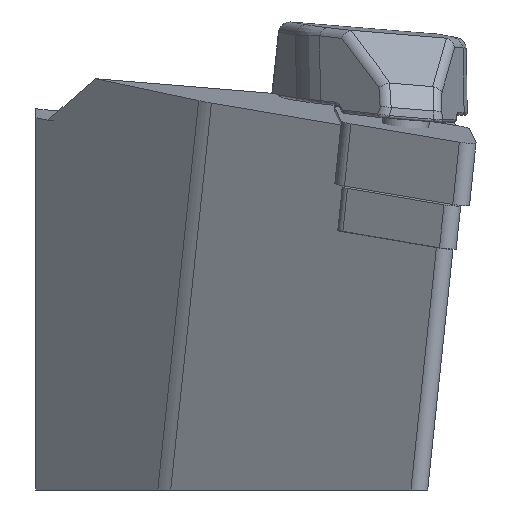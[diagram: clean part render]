
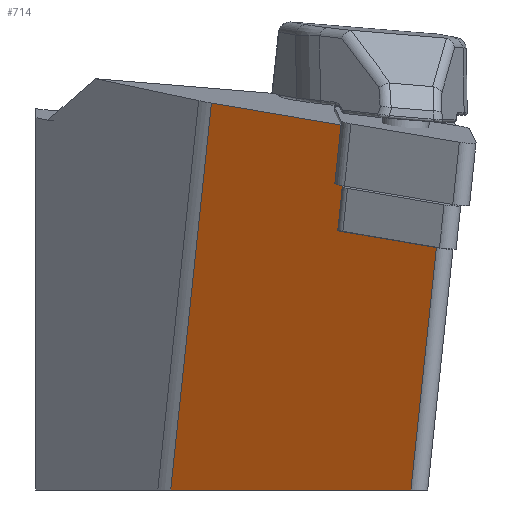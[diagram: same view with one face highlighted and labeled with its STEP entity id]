
A CAD part, left-side view. The second image highlights one B-rep face of the part: STEP entity #714.
In plain terms, the highlighted planar face has unit normal (-0.849, 0.527, -0.034).
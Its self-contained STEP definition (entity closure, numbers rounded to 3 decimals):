
#714=ADVANCED_FACE('',(#857),#812,.F.);
#812=PLANE('',#2315);
#857=FACE_OUTER_BOUND('',#953,.T.);
#953=EDGE_LOOP('',(#1449,#1450,#1451,#1452,#1453,#1454,#1455));
#1037=LINE('',#2981,#1184);
#1050=LINE('',#3012,#1197);
#1061=LINE('',#3057,#1208);
#1094=LINE('',#3128,#1241);
#1101=LINE('',#3144,#1248);
#1102=LINE('',#3146,#1249);
#1103=LINE('',#3147,#1250);
#1184=VECTOR('',#2469,1.);
#1197=VECTOR('',#2494,1.);
#1208=VECTOR('',#2517,1.);
#1241=VECTOR('',#2574,1.);
#1248=VECTOR('',#2593,1.);
#1249=VECTOR('',#2596,1.);
#1250=VECTOR('',#2597,1.);
#1449=ORIENTED_EDGE('',*,*,#1984,.F.);
#1450=ORIENTED_EDGE('',*,*,#1999,.F.);
#1451=ORIENTED_EDGE('',*,*,#2017,.F.);
#1452=ORIENTED_EDGE('',*,*,#2063,.F.);
#1453=ORIENTED_EDGE('',*,*,#2054,.F.);
#1454=ORIENTED_EDGE('',*,*,#2062,.T.);
#1455=ORIENTED_EDGE('',*,*,#2064,.F.);
#1827=VERTEX_POINT('',#2978);
#1828=VERTEX_POINT('',#2980);
#1840=VERTEX_POINT('',#3011);
#1857=VERTEX_POINT('',#3056);
#1881=VERTEX_POINT('',#3122);
#1883=VERTEX_POINT('',#3127);
#1886=VERTEX_POINT('',#3143);
#1984=EDGE_CURVE('',#1828,#1827,#1037,.T.);
#1999=EDGE_CURVE('',#1840,#1828,#1050,.T.);
#2017=EDGE_CURVE('',#1857,#1840,#1061,.T.);
#2054=EDGE_CURVE('',#1883,#1881,#1094,.T.);
#2062=EDGE_CURVE('',#1883,#1886,#1101,.T.);
#2063=EDGE_CURVE('',#1881,#1857,#1102,.T.);
#2064=EDGE_CURVE('',#1827,#1886,#1103,.T.);
#2315=AXIS2_PLACEMENT_3D('',#3148,#2598,#2599);
#2469=DIRECTION('',(-0.518,-0.843,-0.143));
#2494=DIRECTION('',(0.105,0.104,-0.989));
#2517=DIRECTION('',(-0.518,-0.843,-0.143));
#2574=DIRECTION('',(0.527,0.85,0.));
#2593=DIRECTION('',(-0.105,-0.104,0.989));
#2596=DIRECTION('',(-0.105,-0.104,0.989));
#2597=DIRECTION('',(-0.518,-0.843,-0.143));
#2598=DIRECTION('',(0.849,-0.527,0.034));
#2599=DIRECTION('',(0.527,0.85,0.));
#2978=CARTESIAN_POINT('',(7.404,-21.921,-6.186));
#2980=CARTESIAN_POINT('',(7.418,-21.898,-6.182));
#2981=CARTESIAN_POINT('',(3.031,-29.045,-7.397));
#3011=CARTESIAN_POINT('',(6.62,-22.692,1.375));
#3012=CARTESIAN_POINT('',(10.748,-18.586,-37.694));
#3056=CARTESIAN_POINT('',(12.737,-12.725,3.069));
#3057=CARTESIAN_POINT('',(2.233,-29.839,0.16));
#3122=CARTESIAN_POINT('',(15.703,-9.775,-25.));
#3127=CARTESIAN_POINT('',(4.892,-27.195,-25.));
#3128=CARTESIAN_POINT('',(5.956,-25.481,-25.));
#3143=CARTESIAN_POINT('',(3.031,-29.045,-7.397));
#3144=CARTESIAN_POINT('',(6.362,-25.733,-38.909));
#3146=CARTESIAN_POINT('',(16.866,-8.619,-36.));
#3147=CARTESIAN_POINT('',(3.031,-29.045,-7.397));
#3148=CARTESIAN_POINT('',(6.362,-25.733,-38.909));
